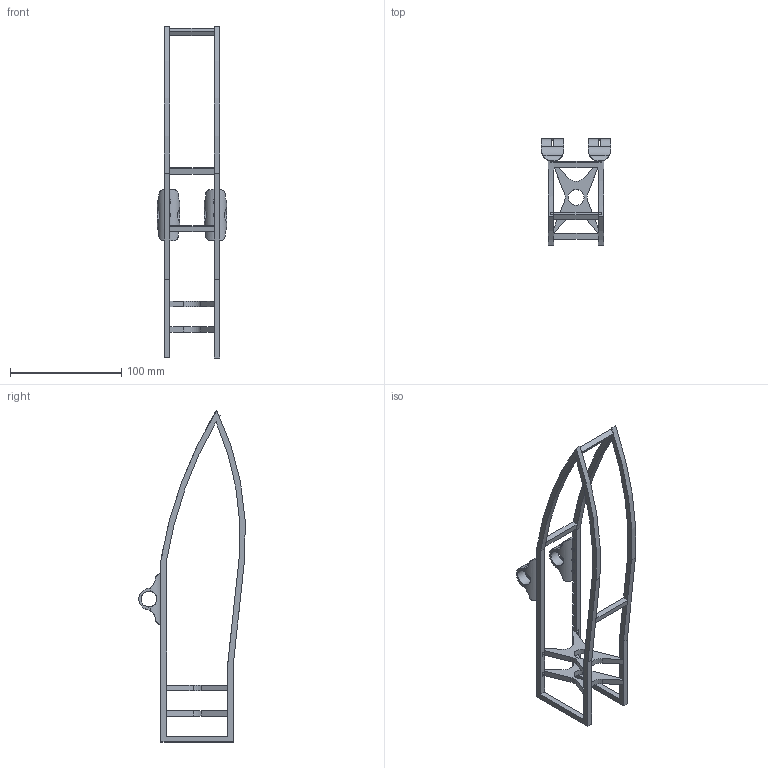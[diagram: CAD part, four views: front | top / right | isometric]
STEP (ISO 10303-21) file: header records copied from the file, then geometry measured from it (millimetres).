
FILE_DESCRIPTION(/* description */ (''),/* implementation_level */ '2;1');
FILE_NAME(/* name */ 'f65b17c2-c749-4625-8d33-5cf7f2040ccc.stp',/* time_stamp */ '2019-01-08T13:00:39+00:00',/* author */ (''),/* organization */ (''),/* preprocessor_version */ 'ST-DEVELOPER v17.2',/* originating_system */ 'Autodesk Translation Framework v7.6.0.251',/* authorisation */ '');
FILE_SCHEMA (('AUTOMOTIVE_DESIGN { 1 0 10303 214 3 1 1 }'));
Length unit declared in the file: millimetre
Products named in the file (6): body assembly 2; body side mirrored v3; standard strut; body side; wing attachment; x beam
Assembly tree (10 placements, depth 2):
  body assembly 2
    body side mirrored v3  x2
    standard strut  x3
    body side
    wing attachment  x2
    x beam  x2
Bounding box: 62 x 95.31 x 297.91 mm (x, y, z)
Volume: 71101 mm3; surface area: 56495.7 mm2
Topology: 10 solids, 10 shells, 426 faces, 1202 edges, 796 vertices
Faces by surface type: plane 380, cylinder 46
Full cylindrical faces by diameter (mm): 14.2 x4
Entity records: 8328 total; most frequent: CARTESIAN_POINT 1678, ORIENTED_EDGE 1394, DIRECTION 1270, EDGE_CURVE 697, LINE 606, VECTOR 606, VERTEX_POINT 462, AXIS2_PLACEMENT_3D 332
